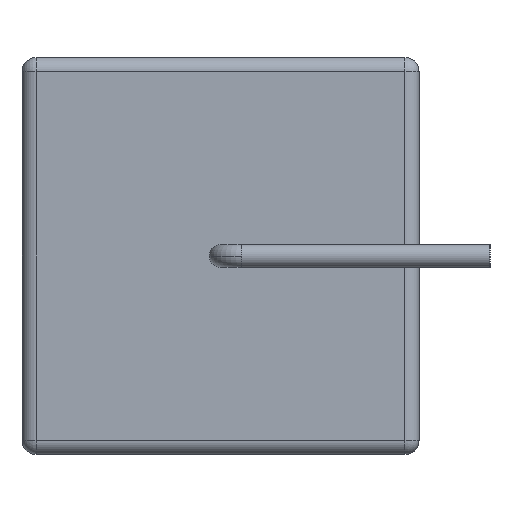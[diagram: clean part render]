
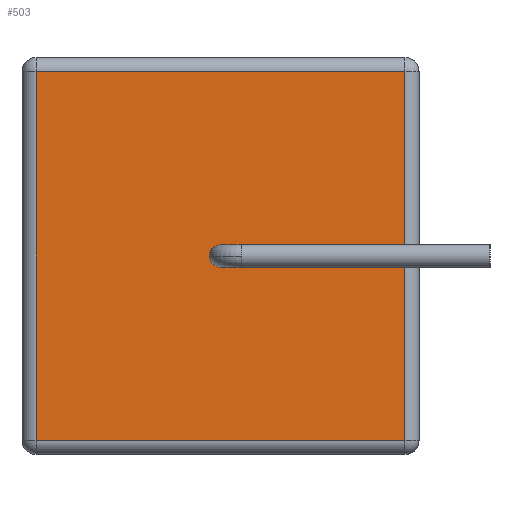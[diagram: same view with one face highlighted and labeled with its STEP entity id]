
A CAD part, left-side view. The second image highlights one B-rep face of the part: STEP entity #503.
In plain terms, the highlighted planar face has unit normal (-1, 0, 0).
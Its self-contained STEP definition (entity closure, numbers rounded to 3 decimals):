
#13 = ORIENTED_EDGE ( 'NONE', *, *, #177, .T. ) ;
#15 = AXIS2_PLACEMENT_3D ( 'NONE', #1044, #694, #164 ) ;
#30 = CIRCLE ( 'NONE', #413, 0.4 ) ;
#92 = EDGE_CURVE ( 'NONE', #248, #188, #107, .T. ) ;
#96 = DIRECTION ( 'NONE',  ( 0., 0., -1. ) ) ;
#107 = LINE ( 'NONE', #1084, #690 ) ;
#112 = CARTESIAN_POINT ( 'NONE',  ( -30., 7.5, 0. ) ) ;
#121 = EDGE_LOOP ( 'NONE', ( #281, #929, #13, #158 ) ) ;
#125 = DIRECTION ( 'NONE',  ( 0., -1., 0. ) ) ;
#132 = CARTESIAN_POINT ( 'NONE',  ( -30., 14.5, 6.5 ) ) ;
#140 = ORIENTED_EDGE ( 'NONE', *, *, #1022, .T. ) ;
#158 = ORIENTED_EDGE ( 'NONE', *, *, #522, .T. ) ;
#164 = DIRECTION ( 'NONE',  ( 0., 0., -1. ) ) ;
#173 = CARTESIAN_POINT ( 'NONE',  ( -30., 7.5, 0. ) ) ;
#177 = EDGE_CURVE ( 'NONE', #188, #345, #968, .T. ) ;
#181 = VECTOR ( 'NONE', #125, 1000. ) ;
#188 = VERTEX_POINT ( 'NONE', #741 ) ;
#248 = VERTEX_POINT ( 'NONE', #1003 ) ;
#281 = ORIENTED_EDGE ( 'NONE', *, *, #1088, .T. ) ;
#345 = VERTEX_POINT ( 'NONE', #851 ) ;
#359 = CARTESIAN_POINT ( 'NONE',  ( -30., 14., -6.5 ) ) ;
#377 = VECTOR ( 'NONE', #780, 1000. ) ;
#413 = AXIS2_PLACEMENT_3D ( 'NONE', #173, #794, #96 ) ;
#462 = FACE_BOUND ( 'NONE', #1096, .T. ) ;
#475 = LINE ( 'NONE', #785, #377 ) ;
#493 = CARTESIAN_POINT ( 'NONE',  ( -30., 7.5, 0.4 ) ) ;
#503 = ADVANCED_FACE ( 'NONE', ( #462, #1091 ), #864, .F. ) ;
#511 = CARTESIAN_POINT ( 'NONE',  ( -30., 7.5, -0.4 ) ) ;
#522 = EDGE_CURVE ( 'NONE', #345, #1012, #475, .T. ) ;
#573 = VERTEX_POINT ( 'NONE', #511 ) ;
#615 = AXIS2_PLACEMENT_3D ( 'NONE', #112, #897, #628 ) ;
#622 = ORIENTED_EDGE ( 'NONE', *, *, #970, .T. ) ;
#628 = DIRECTION ( 'NONE',  ( 0., 0., -1. ) ) ;
#646 = DIRECTION ( 'NONE',  ( 0., 1., 0. ) ) ;
#687 = CIRCLE ( 'NONE', #615, 0.4 ) ;
#690 = VECTOR ( 'NONE', #998, 1000. ) ;
#694 = DIRECTION ( 'NONE',  ( 1., 0., 0. ) ) ;
#735 = CARTESIAN_POINT ( 'NONE',  ( -30., 14.5, -6.5 ) ) ;
#741 = CARTESIAN_POINT ( 'NONE',  ( -30., 1., 6.5 ) ) ;
#745 = VERTEX_POINT ( 'NONE', #493 ) ;
#753 = LINE ( 'NONE', #735, #181 ) ;
#773 = VECTOR ( 'NONE', #646, 1000. ) ;
#780 = DIRECTION ( 'NONE',  ( 0., 0., -1. ) ) ;
#785 = CARTESIAN_POINT ( 'NONE',  ( -30., 14., 7. ) ) ;
#794 = DIRECTION ( 'NONE',  ( 1., 0., 0. ) ) ;
#851 = CARTESIAN_POINT ( 'NONE',  ( -30., 14., 6.5 ) ) ;
#864 = PLANE ( 'NONE',  #15 ) ;
#897 = DIRECTION ( 'NONE',  ( 1., 0., 0. ) ) ;
#929 = ORIENTED_EDGE ( 'NONE', *, *, #92, .T. ) ;
#968 = LINE ( 'NONE', #132, #773 ) ;
#970 = EDGE_CURVE ( 'NONE', #573, #745, #30, .T. ) ;
#998 = DIRECTION ( 'NONE',  ( 0., 0., 1. ) ) ;
#1003 = CARTESIAN_POINT ( 'NONE',  ( -30., 1., -6.5 ) ) ;
#1012 = VERTEX_POINT ( 'NONE', #359 ) ;
#1022 = EDGE_CURVE ( 'NONE', #745, #573, #687, .T. ) ;
#1044 = CARTESIAN_POINT ( 'NONE',  ( -30., 14.5, 7. ) ) ;
#1084 = CARTESIAN_POINT ( 'NONE',  ( -30., 1., 7. ) ) ;
#1088 = EDGE_CURVE ( 'NONE', #1012, #248, #753, .T. ) ;
#1091 = FACE_OUTER_BOUND ( 'NONE', #121, .T. ) ;
#1096 = EDGE_LOOP ( 'NONE', ( #622, #140 ) ) ;
